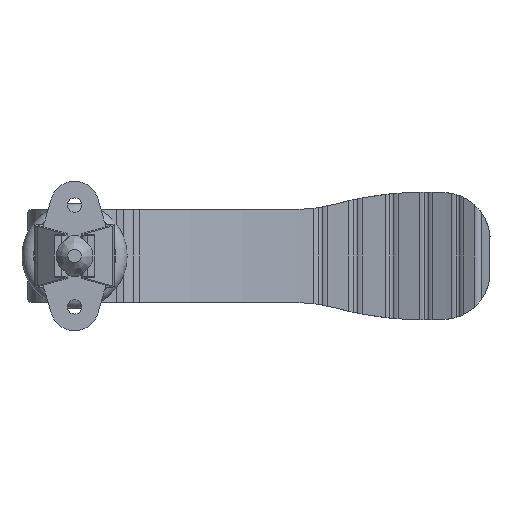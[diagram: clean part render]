
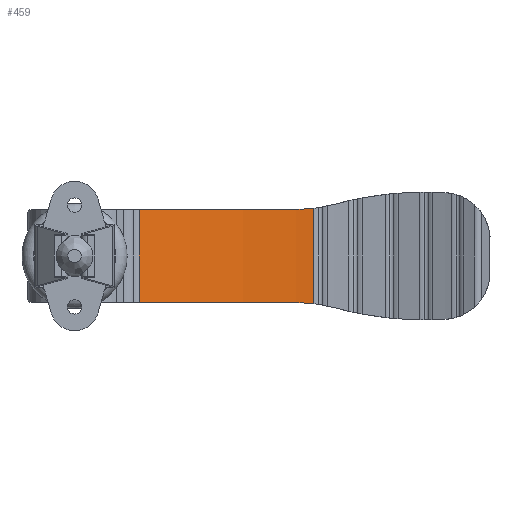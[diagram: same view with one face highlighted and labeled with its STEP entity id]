
A CAD part, front view. The second image highlights one B-rep face of the part: STEP entity #459.
In plain terms, the highlighted cylindrical face has radius 83.92 mm (diameter 167.84 mm), a partial arc.
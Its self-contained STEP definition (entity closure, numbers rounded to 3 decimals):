
#459 = ADVANCED_FACE( '', ( #974 ), #975, .F. );
#974 = FACE_OUTER_BOUND( '', #1654, .T. );
#975 = CYLINDRICAL_SURFACE( '', #1655, 83.92 );
#1654 = EDGE_LOOP( '', ( #2600, #2601, #2602, #2603, #2604, #2605 ) );
#1655 = AXIS2_PLACEMENT_3D( '', #2606, #2607, #2608 );
#2600 = ORIENTED_EDGE( '', *, *, #4130, .F. );
#2601 = ORIENTED_EDGE( '', *, *, #4131, .T. );
#2602 = ORIENTED_EDGE( '', *, *, #3875, .F. );
#2603 = ORIENTED_EDGE( '', *, *, #4132, .T. );
#2604 = ORIENTED_EDGE( '', *, *, #4133, .F. );
#2605 = ORIENTED_EDGE( '', *, *, #4134, .T. );
#2606 = CARTESIAN_POINT( '', ( 40.57, -84.05, 11. ) );
#2607 = DIRECTION( '', ( 0., 0., 1. ) );
#2608 = DIRECTION( '', ( -1., 0., 0. ) );
#3875 = EDGE_CURVE( '', #4580, #4576, #4582, .T. );
#4130 = EDGE_CURVE( '', #5007, #5008, #5009, .T. );
#4131 = EDGE_CURVE( '', #5007, #4576, #5010, .T. );
#4132 = EDGE_CURVE( '', #4580, #5011, #5012, .T. );
#4133 = EDGE_CURVE( '', #5013, #5011, #5014, .T. );
#4134 = EDGE_CURVE( '', #5013, #5008, #5015, .T. );
#4576 = VERTEX_POINT( '', #5702 );
#4580 = VERTEX_POINT( '', #5712 );
#4582 = LINE( '', #5719, #5720 );
#5007 = VERTEX_POINT( '', #6678 );
#5008 = VERTEX_POINT( '', #6679 );
#5009 = CIRCLE( '', #6680, 83.92 );
#5010 = B_SPLINE_CURVE_WITH_KNOTS( '', 3, ( #6681, #6682, #6683, #6684 ), .UNSPECIFIED., .F., .F., ( 4, 4 ), ( 0., 0.003 ), .UNSPECIFIED. );
#5011 = VERTEX_POINT( '', #6685 );
#5012 = B_SPLINE_CURVE_WITH_KNOTS( '', 3, ( #6686, #6687, #6688, #6689 ), .UNSPECIFIED., .F., .F., ( 4, 4 ), ( 0., 0.003 ), .UNSPECIFIED. );
#5013 = VERTEX_POINT( '', #6690 );
#5014 = CIRCLE( '', #6691, 83.92 );
#5015 = LINE( '', #6692, #6693 );
#5702 = CARTESIAN_POINT( '', ( 41.167, -0.132, -8.192 ) );
#5712 = CARTESIAN_POINT( '', ( 41.167, -0.132, 8.192 ) );
#5719 = CARTESIAN_POINT( '', ( 41.167, -0.132, 11. ) );
#5720 = VECTOR( '', #7722, 1000. );
#6678 = CARTESIAN_POINT( '', ( 38.077, -0.167, -8. ) );
#6679 = CARTESIAN_POINT( '', ( 11.098, -5.475, -8. ) );
#6680 = AXIS2_PLACEMENT_3D( '', #8031, #8032, #8033 );
#6681 = CARTESIAN_POINT( '', ( 38.077, -0.167, -8. ) );
#6682 = CARTESIAN_POINT( '', ( 39.111, -0.136, -8. ) );
#6683 = CARTESIAN_POINT( '', ( 40.141, -0.125, -8.064 ) );
#6684 = CARTESIAN_POINT( '', ( 41.167, -0.132, -8.192 ) );
#6685 = CARTESIAN_POINT( '', ( 38.077, -0.167, 8. ) );
#6686 = CARTESIAN_POINT( '', ( 41.167, -0.132, 8.192 ) );
#6687 = CARTESIAN_POINT( '', ( 40.141, -0.125, 8.064 ) );
#6688 = CARTESIAN_POINT( '', ( 39.111, -0.136, 8. ) );
#6689 = CARTESIAN_POINT( '', ( 38.077, -0.167, 8. ) );
#6690 = CARTESIAN_POINT( '', ( 11.098, -5.475, 8. ) );
#6691 = AXIS2_PLACEMENT_3D( '', #8034, #8035, #8036 );
#6692 = CARTESIAN_POINT( '', ( 11.098, -5.475, 11. ) );
#6693 = VECTOR( '', #8037, 1000. );
#7722 = DIRECTION( '', ( 0., 0., -1. ) );
#8031 = CARTESIAN_POINT( '', ( 40.57, -84.05, -8. ) );
#8032 = DIRECTION( '', ( 0., 0., 1. ) );
#8033 = DIRECTION( '', ( 1., 0., 0. ) );
#8034 = CARTESIAN_POINT( '', ( 40.57, -84.05, 8. ) );
#8035 = DIRECTION( '', ( 0., 0., -1. ) );
#8036 = DIRECTION( '', ( -1., 0., 0. ) );
#8037 = DIRECTION( '', ( 0., 0., -1. ) );
